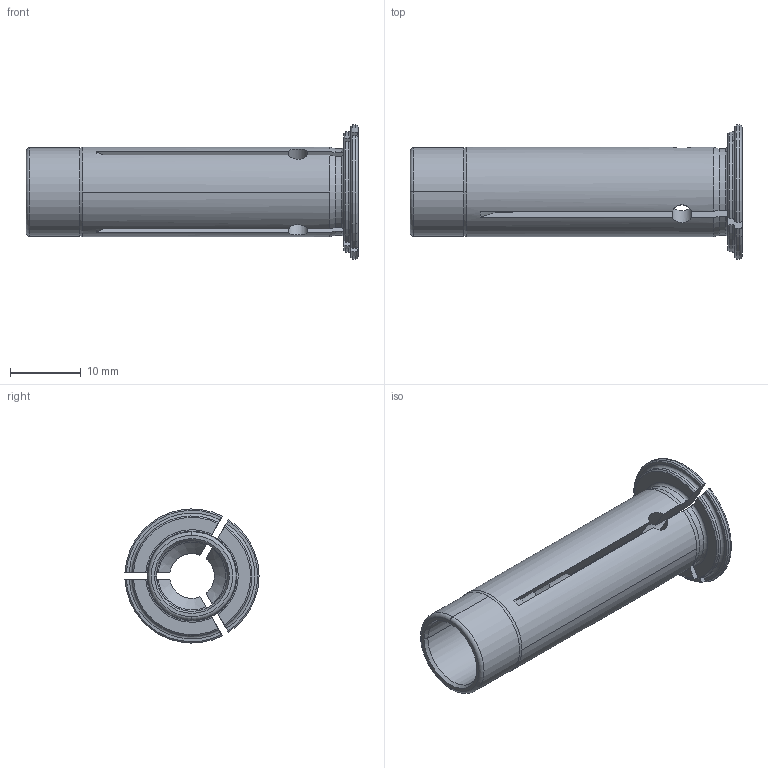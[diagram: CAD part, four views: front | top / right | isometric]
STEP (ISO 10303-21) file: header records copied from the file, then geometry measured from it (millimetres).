
FILE_DESCRIPTION((''),'2;1');
FILE_NAME('HK12_7-6_35','2020-03-28T',('MYPC'),(''),'PRO/ENGINEER BY PARAMETRIC TECHNOLOGY CORPORATION, 2012130','PRO/ENGINEER BY PARAMETRIC TECHNOLOGY CORPORATION, 2012130','');
FILE_SCHEMA(('CONFIG_CONTROL_DESIGN'));
Length unit declared in the file: millimetre
Products named in the file (1): HK12_7-6_35
Bounding box: 47 x 18.99 x 18.99 mm (x, y, z)
Volume: 3334.8 mm3; surface area: 3882.2 mm2
Topology: 1 solids, 1 shells, 97 faces, 273 edges, 180 vertices
Faces by surface type: cylinder 36, plane 25, cone 22, torus 14
Entity records: 3696 total; most frequent: CARTESIAN_POINT 1230, ORIENTED_EDGE 546, DIRECTION 468, EDGE_CURVE 273, AXIS2_PLACEMENT_3D 184, VERTEX_POINT 180, EDGE_LOOP 101, VECTOR 100
